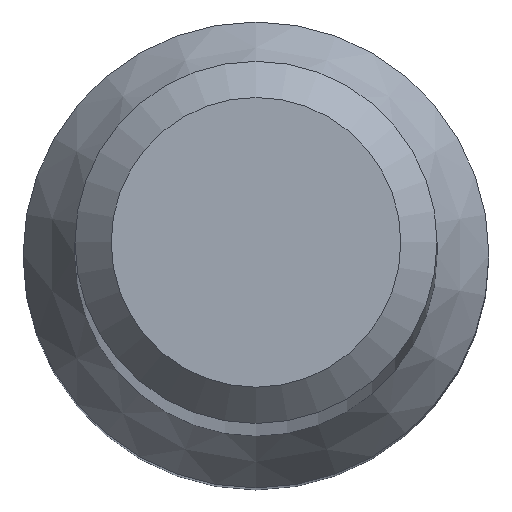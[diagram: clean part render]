
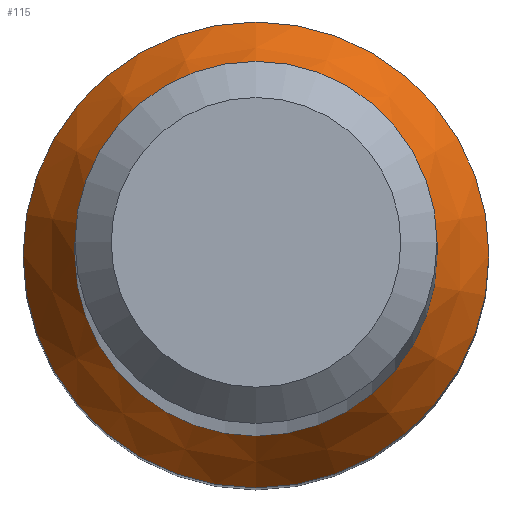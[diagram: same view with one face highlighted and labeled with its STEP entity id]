
A CAD part, top view. The second image highlights one B-rep face of the part: STEP entity #115.
In plain terms, the highlighted conical face has half-angle 30 degrees and reference radius 1.93 mm.
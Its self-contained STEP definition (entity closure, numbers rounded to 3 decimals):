
#7 = EDGE_CURVE ( 'NONE', #37, #37, #187, .T. ) ;
#8 = FACE_BOUND ( 'NONE', #282, .T. ) ;
#13 = CARTESIAN_POINT ( 'NONE',  ( 0., 0., 10. ) ) ;
#26 = DIRECTION ( 'NONE',  ( 0., 1., 0. ) ) ;
#28 = AXIS2_PLACEMENT_3D ( 'NONE', #202, #50, #265 ) ;
#32 = DIRECTION ( 'NONE',  ( 0., 0., -1. ) ) ;
#34 = CARTESIAN_POINT ( 'NONE',  ( 0., 1.5, 10.745 ) ) ;
#37 = VERTEX_POINT ( 'NONE', #34 ) ;
#44 = ORIENTED_EDGE ( 'NONE', *, *, #7, .T. ) ;
#50 = DIRECTION ( 'NONE',  ( 0., 0., -1. ) ) ;
#80 = CIRCLE ( 'NONE', #104, 1.93 ) ;
#84 = VERTEX_POINT ( 'NONE', #216 ) ;
#99 = FACE_OUTER_BOUND ( 'NONE', #215, .T. ) ;
#100 = CARTESIAN_POINT ( 'NONE',  ( 0., 0., 10. ) ) ;
#104 = AXIS2_PLACEMENT_3D ( 'NONE', #13, #32, #148 ) ;
#115 = ADVANCED_FACE ( 'NONE', ( #8, #99 ), #190, .T. ) ;
#120 = EDGE_CURVE ( 'NONE', #84, #84, #80, .T. ) ;
#121 = ORIENTED_EDGE ( 'NONE', *, *, #120, .F. ) ;
#148 = DIRECTION ( 'NONE',  ( 0., 1., 0. ) ) ;
#187 = CIRCLE ( 'NONE', #28, 1.5 ) ;
#190 = CONICAL_SURFACE ( 'NONE', #221, 1.93, 0.524 ) ;
#202 = CARTESIAN_POINT ( 'NONE',  ( 0., 0., 10.745 ) ) ;
#215 = EDGE_LOOP ( 'NONE', ( #121 ) ) ;
#216 = CARTESIAN_POINT ( 'NONE',  ( 0., 1.93, 10. ) ) ;
#221 = AXIS2_PLACEMENT_3D ( 'NONE', #100, #243, #26 ) ;
#243 = DIRECTION ( 'NONE',  ( 0., 0., -1. ) ) ;
#265 = DIRECTION ( 'NONE',  ( 0., 1., 0. ) ) ;
#282 = EDGE_LOOP ( 'NONE', ( #44 ) ) ;
